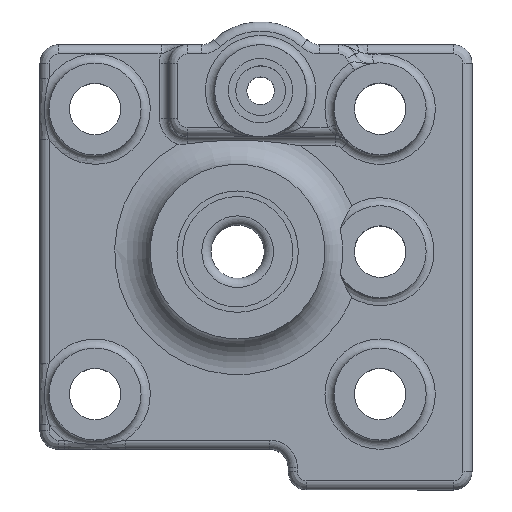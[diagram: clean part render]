
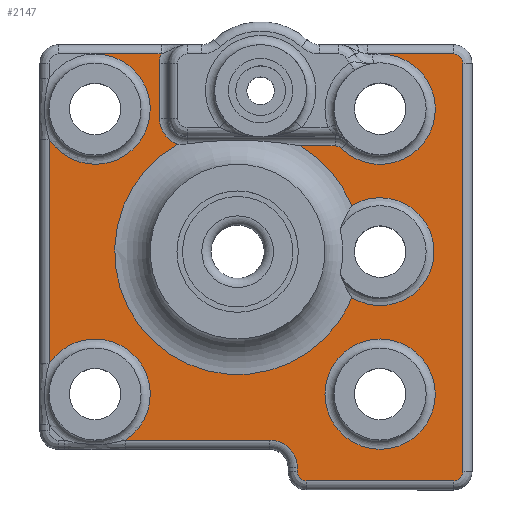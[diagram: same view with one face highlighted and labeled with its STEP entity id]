
A CAD part, top view. The second image highlights one B-rep face of the part: STEP entity #2147.
In plain terms, the highlighted planar face has unit normal (0, 0, 1).
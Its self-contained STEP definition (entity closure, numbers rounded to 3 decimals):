
#85=FACE_BOUND('',#622,.T.);
#111=PLANE('',#2459);
#178=LINE('',#4115,#264);
#180=LINE('',#4137,#266);
#185=LINE('',#4354,#271);
#186=LINE('',#4365,#272);
#188=LINE('',#4385,#274);
#190=LINE('',#4405,#276);
#193=LINE('',#4425,#279);
#194=LINE('',#4634,#280);
#195=LINE('',#4640,#281);
#264=VECTOR('',#2992,10.);
#266=VECTOR('',#3008,10.);
#271=VECTOR('',#3033,10.);
#272=VECTOR('',#3046,10.);
#274=VECTOR('',#3058,10.);
#276=VECTOR('',#3070,10.);
#279=VECTOR('',#3083,10.);
#280=VECTOR('',#3122,10.);
#281=VECTOR('',#3129,10.);
#461=FACE_OUTER_BOUND('',#621,.T.);
#621=EDGE_LOOP('',(#1858,#1859,#1860,#1861,#1862,#1863,#1864,#1865,#1866,
#1867,#1868,#1869,#1870,#1871,#1872,#1873,#1874,#1875,#1876,#1877,#1878,
#1879,#1880));
#622=EDGE_LOOP('',(#1881));
#770=CIRCLE('',#2354,13.373);
#771=CIRCLE('',#2355,13.373);
#774=CIRCLE('',#2358,13.373);
#816=CIRCLE('',#2424,3.);
#820=CIRCLE('',#2429,1.);
#824=CIRCLE('',#2434,1.);
#828=CIRCLE('',#2439,1.);
#832=CIRCLE('',#2445,6.);
#837=CIRCLE('',#2452,6.);
#842=CIRCLE('',#2460,5.866);
#843=CIRCLE('',#2461,3.);
#844=CIRCLE('',#2462,3.);
#845=CIRCLE('',#2463,6.);
#846=CIRCLE('',#2464,1.);
#847=CIRCLE('',#2465,6.);
#967=VERTEX_POINT('',#3820);
#969=VERTEX_POINT('',#3830);
#971=VERTEX_POINT('',#3849);
#972=VERTEX_POINT('',#3858);
#974=VERTEX_POINT('',#3863);
#1000=VERTEX_POINT('',#4099);
#1002=VERTEX_POINT('',#4113);
#1005=VERTEX_POINT('',#4133);
#1006=VERTEX_POINT('',#4135);
#1014=VERTEX_POINT('',#4347);
#1017=VERTEX_POINT('',#4352);
#1019=VERTEX_POINT('',#4357);
#1021=VERTEX_POINT('',#4363);
#1023=VERTEX_POINT('',#4377);
#1025=VERTEX_POINT('',#4383);
#1027=VERTEX_POINT('',#4397);
#1029=VERTEX_POINT('',#4403);
#1030=VERTEX_POINT('',#4416);
#1032=VERTEX_POINT('',#4423);
#1037=VERTEX_POINT('',#4631);
#1038=VERTEX_POINT('',#4633);
#1039=VERTEX_POINT('',#4636);
#1040=VERTEX_POINT('',#4638);
#1041=VERTEX_POINT('',#4641);
#1206=EDGE_CURVE('',#967,#969,#770,.T.);
#1209=EDGE_CURVE('',#971,#972,#771,.T.);
#1212=EDGE_CURVE('',#972,#974,#774,.T.);
#1266=EDGE_CURVE('',#1002,#1000,#178,.T.);
#1273=EDGE_CURVE('',#1006,#1005,#180,.T.);
#1289=EDGE_CURVE('',#1017,#1014,#185,.T.);
#1291=EDGE_CURVE('',#1019,#1017,#816,.T.);
#1294=EDGE_CURVE('',#1021,#1019,#186,.T.);
#1297=EDGE_CURVE('',#1023,#1021,#820,.T.);
#1300=EDGE_CURVE('',#1025,#1023,#188,.T.);
#1303=EDGE_CURVE('',#1027,#1025,#824,.T.);
#1306=EDGE_CURVE('',#1029,#1027,#190,.T.);
#1309=EDGE_CURVE('',#1030,#1029,#828,.T.);
#1313=EDGE_CURVE('',#1032,#1030,#193,.T.);
#1319=EDGE_CURVE('',#1005,#1002,#832,.T.);
#1324=EDGE_CURVE('',#1014,#1006,#837,.T.);
#1329=EDGE_CURVE('',#974,#967,#842,.T.);
#1330=EDGE_CURVE('',#1037,#971,#843,.T.);
#1331=EDGE_CURVE('',#1038,#1037,#194,.T.);
#1332=EDGE_CURVE('',#1000,#1038,#844,.T.);
#1333=EDGE_CURVE('',#1039,#1032,#845,.T.);
#1334=EDGE_CURVE('',#1040,#1039,#846,.T.);
#1335=EDGE_CURVE('',#969,#1040,#195,.T.);
#1336=EDGE_CURVE('',#1041,#1041,#847,.T.);
#1858=ORIENTED_EDGE('',*,*,#1206,.F.);
#1859=ORIENTED_EDGE('',*,*,#1329,.F.);
#1860=ORIENTED_EDGE('',*,*,#1212,.F.);
#1861=ORIENTED_EDGE('',*,*,#1209,.F.);
#1862=ORIENTED_EDGE('',*,*,#1330,.F.);
#1863=ORIENTED_EDGE('',*,*,#1331,.F.);
#1864=ORIENTED_EDGE('',*,*,#1332,.F.);
#1865=ORIENTED_EDGE('',*,*,#1266,.F.);
#1866=ORIENTED_EDGE('',*,*,#1319,.F.);
#1867=ORIENTED_EDGE('',*,*,#1273,.F.);
#1868=ORIENTED_EDGE('',*,*,#1324,.F.);
#1869=ORIENTED_EDGE('',*,*,#1289,.F.);
#1870=ORIENTED_EDGE('',*,*,#1291,.F.);
#1871=ORIENTED_EDGE('',*,*,#1294,.F.);
#1872=ORIENTED_EDGE('',*,*,#1297,.F.);
#1873=ORIENTED_EDGE('',*,*,#1300,.F.);
#1874=ORIENTED_EDGE('',*,*,#1303,.F.);
#1875=ORIENTED_EDGE('',*,*,#1306,.F.);
#1876=ORIENTED_EDGE('',*,*,#1309,.F.);
#1877=ORIENTED_EDGE('',*,*,#1313,.F.);
#1878=ORIENTED_EDGE('',*,*,#1333,.F.);
#1879=ORIENTED_EDGE('',*,*,#1334,.F.);
#1880=ORIENTED_EDGE('',*,*,#1335,.F.);
#1881=ORIENTED_EDGE('',*,*,#1336,.F.);
#2147=ADVANCED_FACE('',(#461,#85),#111,.T.);
#2354=AXIS2_PLACEMENT_3D('',#3831,#2872,#2873);
#2355=AXIS2_PLACEMENT_3D('',#3859,#2874,#2875);
#2358=AXIS2_PLACEMENT_3D('',#3864,#2880,#2881);
#2424=AXIS2_PLACEMENT_3D('',#4359,#3038,#3039);
#2429=AXIS2_PLACEMENT_3D('',#4379,#3050,#3051);
#2434=AXIS2_PLACEMENT_3D('',#4399,#3062,#3063);
#2439=AXIS2_PLACEMENT_3D('',#4418,#3074,#3075);
#2445=AXIS2_PLACEMENT_3D('',#4612,#3088,#3089);
#2452=AXIS2_PLACEMENT_3D('',#4620,#3102,#3103);
#2459=AXIS2_PLACEMENT_3D('',#4629,#3116,#3117);
#2460=AXIS2_PLACEMENT_3D('',#4630,#3118,#3119);
#2461=AXIS2_PLACEMENT_3D('',#4632,#3120,#3121);
#2462=AXIS2_PLACEMENT_3D('',#4635,#3123,#3124);
#2463=AXIS2_PLACEMENT_3D('',#4637,#3125,#3126);
#2464=AXIS2_PLACEMENT_3D('',#4639,#3127,#3128);
#2465=AXIS2_PLACEMENT_3D('',#4642,#3130,#3131);
#2872=DIRECTION('center_axis',(0.,0.,1.));
#2873=DIRECTION('ref_axis',(-0.812,0.584,0.));
#2874=DIRECTION('center_axis',(0.,0.,1.));
#2875=DIRECTION('ref_axis',(-0.812,0.584,0.));
#2880=DIRECTION('center_axis',(0.,0.,1.));
#2881=DIRECTION('ref_axis',(-0.812,0.584,0.));
#2992=DIRECTION('',(1.,0.,0.));
#3008=DIRECTION('',(0.,1.,0.));
#3033=DIRECTION('',(-1.,0.,0.));
#3038=DIRECTION('center_axis',(0.,0.,1.));
#3039=DIRECTION('ref_axis',(0.707,0.707,0.));
#3046=DIRECTION('',(0.,1.,0.));
#3050=DIRECTION('center_axis',(0.,0.,-1.));
#3051=DIRECTION('ref_axis',(-0.707,-0.707,0.));
#3058=DIRECTION('',(-1.,0.,0.));
#3062=DIRECTION('center_axis',(0.,0.,-1.));
#3063=DIRECTION('ref_axis',(0.707,-0.707,0.));
#3070=DIRECTION('',(0.,-1.,0.));
#3074=DIRECTION('center_axis',(0.,0.,-1.));
#3075=DIRECTION('ref_axis',(0.707,0.707,0.));
#3083=DIRECTION('',(1.,0.,0.));
#3088=DIRECTION('center_axis',(0.,0.,1.));
#3089=DIRECTION('ref_axis',(1.,0.,0.));
#3102=DIRECTION('center_axis',(0.,0.,1.));
#3103=DIRECTION('ref_axis',(1.,0.,0.));
#3116=DIRECTION('center_axis',(0.,0.,1.));
#3117=DIRECTION('ref_axis',(1.,0.,0.));
#3118=DIRECTION('center_axis',(0.,0.,1.));
#3119=DIRECTION('ref_axis',(1.,0.,0.));
#3120=DIRECTION('center_axis',(0.,0.,1.));
#3121=DIRECTION('ref_axis',(-0.707,-0.707,0.));
#3122=DIRECTION('',(0.,-1.,0.));
#3123=DIRECTION('center_axis',(0.,0.,1.));
#3124=DIRECTION('ref_axis',(-0.707,0.707,0.));
#3125=DIRECTION('center_axis',(0.,0.,1.));
#3126=DIRECTION('ref_axis',(0.951,-0.31,0.));
#3127=DIRECTION('center_axis',(0.,0.,-1.));
#3128=DIRECTION('ref_axis',(0.378,0.926,0.));
#3129=DIRECTION('',(1.,0.,0.));
#3130=DIRECTION('center_axis',(0.,0.,1.));
#3131=DIRECTION('ref_axis',(1.,0.,0.));
#3820=CARTESIAN_POINT('',(76.909,26.486,14.));
#3830=CARTESIAN_POINT('',(71.325,33.,14.));
#3831=CARTESIAN_POINT('Origin',(64.5,21.5,14.));
#3849=CARTESIAN_POINT('',(57.983,33.178,14.));
#3858=CARTESIAN_POINT('',(75.355,13.689,14.));
#3859=CARTESIAN_POINT('Origin',(64.5,21.5,14.));
#3863=CARTESIAN_POINT('',(76.909,16.514,14.));
#3864=CARTESIAN_POINT('Origin',(64.5,21.5,14.));
#4099=CARTESIAN_POINT('',(56.172,43.,14.));
#4113=CARTESIAN_POINT('',(49.,43.,14.));
#4115=CARTESIAN_POINT('',(78.25,43.,14.));
#4133=CARTESIAN_POINT('',(44.,33.683,14.));
#4135=CARTESIAN_POINT('',(44.,9.317,14.));
#4137=CARTESIAN_POINT('',(44.,32.25,14.));
#4347=CARTESIAN_POINT('',(52.317,1.,14.));
#4352=CARTESIAN_POINT('',(68.,1.,14.));
#4354=CARTESIAN_POINT('',(54.75,1.,14.));
#4357=CARTESIAN_POINT('',(71.,-2.,14.));
#4359=CARTESIAN_POINT('Origin',(68.,-2.,14.));
#4363=CARTESIAN_POINT('',(71.,-2.4,14.));
#4365=CARTESIAN_POINT('',(71.,10.75,14.));
#4377=CARTESIAN_POINT('',(72.,-3.4,14.));
#4379=CARTESIAN_POINT('Origin',(72.,-2.4,14.));
#4383=CARTESIAN_POINT('',(88.,-3.4,14.));
#4385=CARTESIAN_POINT('',(73.25,-3.4,14.));
#4397=CARTESIAN_POINT('',(89.,-2.4,14.));
#4399=CARTESIAN_POINT('Origin',(88.,-2.4,14.));
#4403=CARTESIAN_POINT('',(89.,42.,14.));
#4405=CARTESIAN_POINT('',(89.,10.75,14.));
#4416=CARTESIAN_POINT('',(88.,43.,14.));
#4418=CARTESIAN_POINT('Origin',(88.,42.,14.));
#4423=CARTESIAN_POINT('',(80.,43.,14.));
#4425=CARTESIAN_POINT('',(71.75,43.,14.));
#4612=CARTESIAN_POINT('Origin',(49.,37.,14.));
#4620=CARTESIAN_POINT('Origin',(49.,6.,14.));
#4629=CARTESIAN_POINT('Origin',(66.5,21.5,14.));
#4630=CARTESIAN_POINT('Origin',(80.,21.5,14.));
#4631=CARTESIAN_POINT('',(56.,36.,14.));
#4632=CARTESIAN_POINT('Origin',(59.,36.,14.));
#4633=CARTESIAN_POINT('',(56.,42.,14.));
#4634=CARTESIAN_POINT('',(56.,32.75,14.));
#4635=CARTESIAN_POINT('Origin',(59.,42.,14.));
#4636=CARTESIAN_POINT('',(75.801,32.714,14.));
#4637=CARTESIAN_POINT('Origin',(80.,37.,14.));
#4638=CARTESIAN_POINT('',(75.101,33.,14.));
#4639=CARTESIAN_POINT('Origin',(75.101,32.,14.));
#4640=CARTESIAN_POINT('',(61.75,33.,14.));
#4641=CARTESIAN_POINT('',(74.,6.,14.));
#4642=CARTESIAN_POINT('Origin',(80.,6.,14.));
